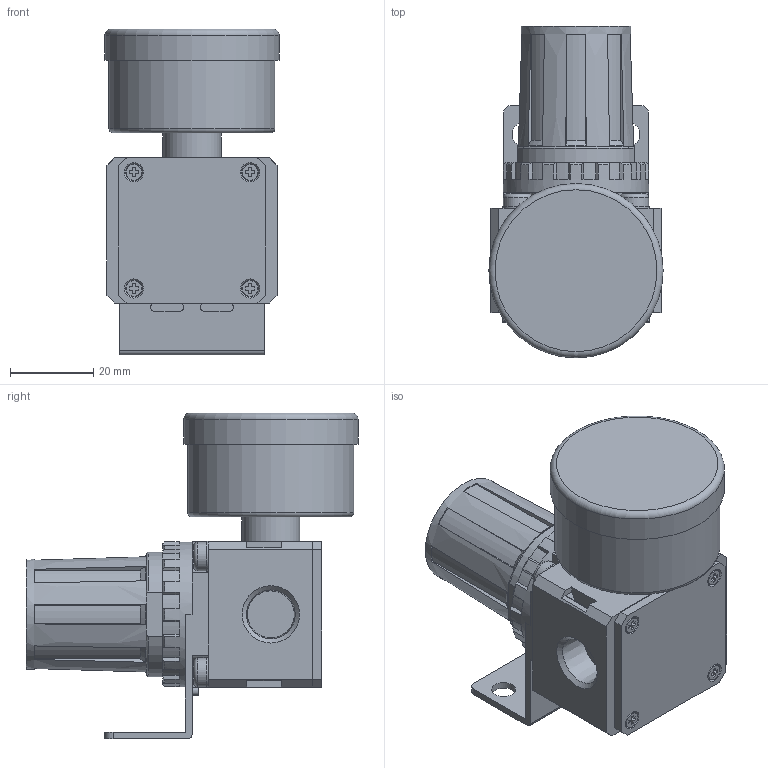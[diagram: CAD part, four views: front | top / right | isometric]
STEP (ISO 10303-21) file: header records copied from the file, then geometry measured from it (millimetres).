
FILE_DESCRIPTION( ( 'STEP AP203' ), '1' );
FILE_NAME( 'MAR201-8A-C.stp', '2020-06-15T14:21:16', ( 'License CC BY-ND 4.0' ), ( 'CADENAS' ), ' ', 'PARTsolutions', ' ' );
FILE_SCHEMA( ( 'CONFIG_CONTROL_DESIGN' ) );
Length unit declared in the file: millimetre
Products named in the file (1): _MAR201-8A-C
Bounding box: 42 x 80 x 78.5 mm (x, y, z)
Volume: 101321.4 mm3; surface area: 21303.6 mm2
Topology: 1 solids, 2 shells, 454 faces, 1186 edges, 776 vertices
Faces by surface type: plane 322, cylinder 87, cone 37, torus 8
Full cylindrical faces by diameter (mm): 3.8 x4, 4 x4, 5.8 x2, 7 x4, 7.2 x4, 14 x1, 15 x1, 21.5 x1, 35 x1, 40 x1, 42 x1
Entity records: 13684 total; most frequent: CARTESIAN_POINT 2497, DIRECTION 2284, ORIENTED_EDGE 2268, EDGE_CURVE 1134, LINE 822, VECTOR 822, VERTEX_POINT 768, AXIS2_PLACEMENT_3D 731
